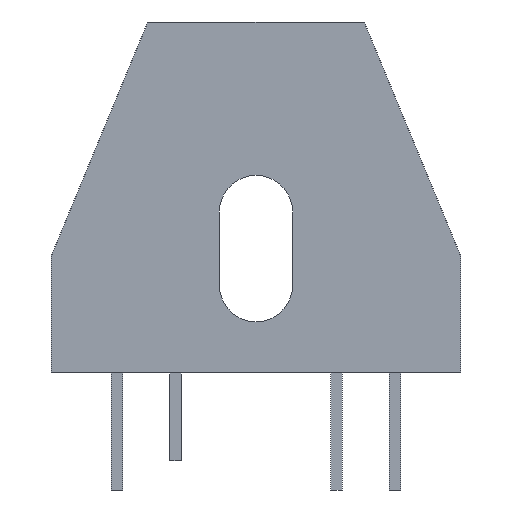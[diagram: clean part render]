
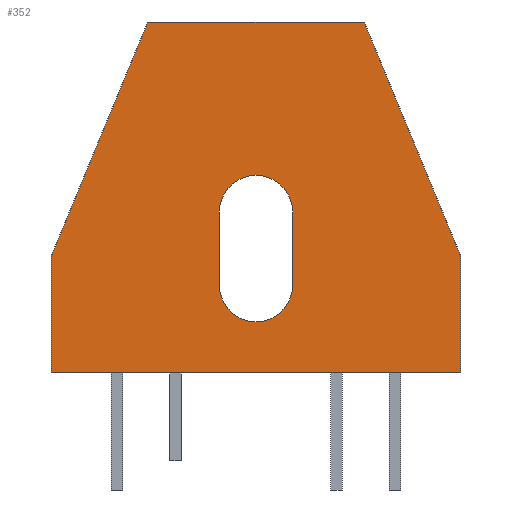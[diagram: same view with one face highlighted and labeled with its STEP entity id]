
A CAD part, front view. The second image highlights one B-rep face of the part: STEP entity #352.
In plain terms, the highlighted planar face has unit normal (0, -1, 0).
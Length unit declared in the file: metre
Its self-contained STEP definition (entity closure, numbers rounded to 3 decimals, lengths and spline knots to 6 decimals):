
#180 = EDGE_CURVE( '', #493, #494, #495, .T. );
#190 = EDGE_CURVE( '', #494, #513, #514, .T. );
#260 = EDGE_CURVE( '', #513, #622, #623, .T. );
#284 = EDGE_CURVE( '', #658, #569, #659, .T. );
#296 = EDGE_CURVE( '', #675, #658, #676, .T. );
#300 = EDGE_CURVE( '', #569, #497, #681, .T. );
#304 = EDGE_CURVE( '', #622, #686, #687, .T. );
#352 = ADVANCED_FACE( '', ( #750, #751 ), #752, .F. );
#354 = EDGE_CURVE( '', #667, #493, #754, .T. );
#388 = EDGE_CURVE( '', #686, #667, #802, .T. );
#396 = EDGE_CURVE( '', #497, #675, #812, .T. );
#493 = VERTEX_POINT( '', #911 );
#494 = VERTEX_POINT( '', #912 );
#495 = LINE( '', #913, #914 );
#497 = VERTEX_POINT( '', #917 );
#513 = VERTEX_POINT( '', #941 );
#514 = LINE( '', #942, #943 );
#569 = VERTEX_POINT( '', #1021 );
#622 = VERTEX_POINT( '', #1101 );
#623 = LINE( '', #1102, #1103 );
#658 = VERTEX_POINT( '', #1157 );
#659 = CIRCLE( '', #1158, 0.00159 );
#667 = VERTEX_POINT( '', #1171 );
#675 = VERTEX_POINT( '', #1183 );
#676 = LINE( '', #1184, #1185 );
#681 = LINE( '', #1191, #1192 );
#686 = VERTEX_POINT( '', #1198 );
#687 = LINE( '', #1199, #1200 );
#750 = FACE_OUTER_BOUND( '', #1291, .T. );
#751 = FACE_BOUND( '', #1292, .T. );
#752 = PLANE( '', #1293 );
#754 = LINE( '', #1296, #1297 );
#802 = LINE( '', #1365, #1366 );
#812 = CIRCLE( '', #1379, 0.00159 );
#911 = CARTESIAN_POINT( '', ( 0.00889, -0.002565, 0.001118 ) );
#912 = CARTESIAN_POINT( '', ( 0.00889, -0.002565, 0.006198 ) );
#913 = CARTESIAN_POINT( '', ( 0.00889, -0.002565, 0.001118 ) );
#914 = VECTOR( '', #1526, 1. );
#917 = CARTESIAN_POINT( '', ( -0.00159, -0.002565, 0.004928 ) );
#941 = CARTESIAN_POINT( '', ( 0.004699, -0.002565, 0.016358 ) );
#942 = CARTESIAN_POINT( '', ( 0.00889, -0.002565, 0.006198 ) );
#943 = VECTOR( '', #1531, 1. );
#1021 = CARTESIAN_POINT( '', ( -0.00159, -0.002565, 0.008108 ) );
#1101 = CARTESIAN_POINT( '', ( -0.004699, -0.002565, 0.016358 ) );
#1102 = CARTESIAN_POINT( '', ( -0.004699, -0.002565, 0.016358 ) );
#1103 = VECTOR( '', #1631, 1. );
#1157 = CARTESIAN_POINT( '', ( 0.00159, -0.002565, 0.008108 ) );
#1158 = AXIS2_PLACEMENT_3D( '', #1665, #1666, #1667 );
#1171 = CARTESIAN_POINT( '', ( -0.00889, -0.002565, 0.001118 ) );
#1183 = CARTESIAN_POINT( '', ( 0.00159, -0.002565, 0.004928 ) );
#1184 = CARTESIAN_POINT( '', ( 0.00159, -0.002565, 0.008108 ) );
#1185 = VECTOR( '', #1680, 1. );
#1191 = CARTESIAN_POINT( '', ( -0.00159, -0.002565, 0.008108 ) );
#1192 = VECTOR( '', #1689, 1. );
#1198 = CARTESIAN_POINT( '', ( -0.00889, -0.002565, 0.006198 ) );
#1199 = CARTESIAN_POINT( '', ( -0.00889, -0.002565, 0.006198 ) );
#1200 = VECTOR( '', #1698, 1. );
#1291 = EDGE_LOOP( '', ( #1786, #1787, #1788, #1789, #1790, #1791 ) );
#1292 = EDGE_LOOP( '', ( #1792, #1793, #1794, #1795 ) );
#1293 = AXIS2_PLACEMENT_3D( '', #1796, #1797, #1798 );
#1296 = CARTESIAN_POINT( '', ( 0.00889, -0.002565, 0.001118 ) );
#1297 = VECTOR( '', #1799, 1. );
#1365 = CARTESIAN_POINT( '', ( -0.00889, -0.002565, 0.001118 ) );
#1366 = VECTOR( '', #1876, 1. );
#1379 = AXIS2_PLACEMENT_3D( '', #1894, #1895, #1896 );
#1526 = DIRECTION( '', ( 0., 0., 1. ) );
#1531 = DIRECTION( '', ( -0.381, 0., 0.924 ) );
#1631 = DIRECTION( '', ( -1., 0., 0. ) );
#1665 = CARTESIAN_POINT( '', ( 0., -0.002565, 0.008108 ) );
#1666 = DIRECTION( '', ( 0., -1., 0. ) );
#1667 = DIRECTION( '', ( -1., 0., 0. ) );
#1680 = DIRECTION( '', ( 0., 0., 1. ) );
#1689 = DIRECTION( '', ( 0., 0., -1. ) );
#1698 = DIRECTION( '', ( -0.381, 0., -0.924 ) );
#1786 = ORIENTED_EDGE( '', *, *, #304, .T. );
#1787 = ORIENTED_EDGE( '', *, *, #388, .T. );
#1788 = ORIENTED_EDGE( '', *, *, #354, .T. );
#1789 = ORIENTED_EDGE( '', *, *, #180, .T. );
#1790 = ORIENTED_EDGE( '', *, *, #190, .T. );
#1791 = ORIENTED_EDGE( '', *, *, #260, .T. );
#1792 = ORIENTED_EDGE( '', *, *, #284, .F. );
#1793 = ORIENTED_EDGE( '', *, *, #296, .F. );
#1794 = ORIENTED_EDGE( '', *, *, #396, .F. );
#1795 = ORIENTED_EDGE( '', *, *, #300, .F. );
#1796 = CARTESIAN_POINT( '', ( 0., -0.002565, 0.001118 ) );
#1797 = DIRECTION( '', ( 0., 1., 0. ) );
#1798 = DIRECTION( '', ( 1., 0., 0. ) );
#1799 = DIRECTION( '', ( 1., 0., 0. ) );
#1876 = DIRECTION( '', ( 0., 0., -1. ) );
#1894 = CARTESIAN_POINT( '', ( 0., -0.002565, 0.004928 ) );
#1895 = DIRECTION( '', ( 0., -1., 0. ) );
#1896 = DIRECTION( '', ( 1., 0., 0. ) );
